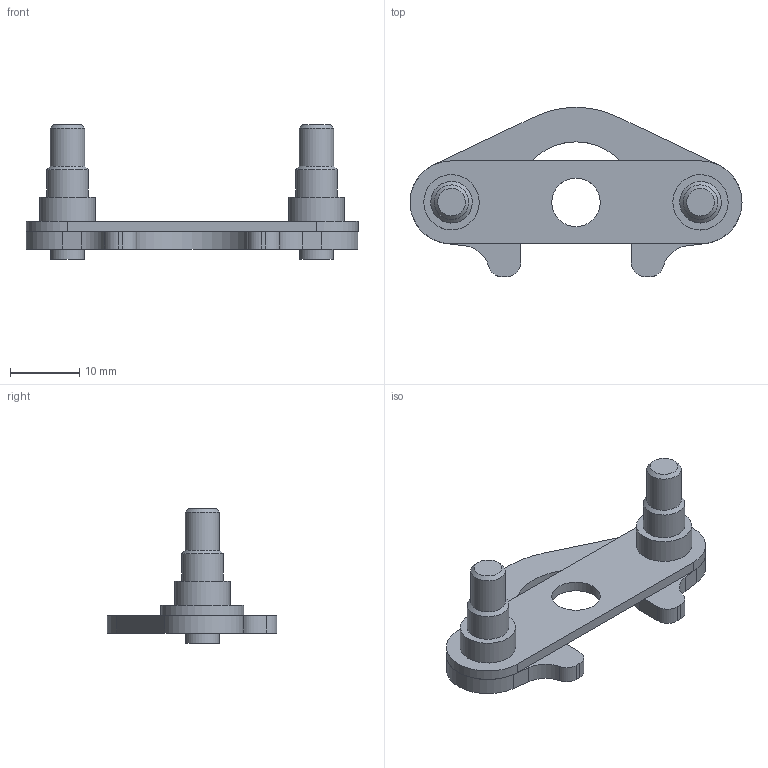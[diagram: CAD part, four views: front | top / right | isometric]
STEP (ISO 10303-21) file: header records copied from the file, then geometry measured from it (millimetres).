
FILE_DESCRIPTION(('STEP AP203'),'1');
FILE_NAME('20403499.step','2015-01-07T13:58:42',(' '),(' '),'Spatial InterOp 3D',' ',' ');
FILE_SCHEMA(('CONFIG_CONTROL_DESIGN'));
Length unit declared in the file: millimetre
Products named in the file (4): 1; 2; 3; 4
Bounding box: 48 x 24.5 x 19.5 mm (x, y, z)
Volume: 3004.9 mm3; surface area: 3523.9 mm2
Topology: 4 solids, 4 shells, 57 faces, 129 edges, 84 vertices
Faces by surface type: cylinder 27, plane 26, cone 4
Full cylindrical faces by diameter (mm): 4.9 x2, 5 x2, 5.1 x4, 6 x2, 7 x1, 8 x2
Entity records: 1722 total; most frequent: DIRECTION 290, CARTESIAN_POINT 257, ORIENTED_EDGE 224, AXIS2_PLACEMENT_3D 117, EDGE_CURVE 112, EDGE_LOOP 88, VERTEX_POINT 84, FACE_OUTER_BOUND 70
